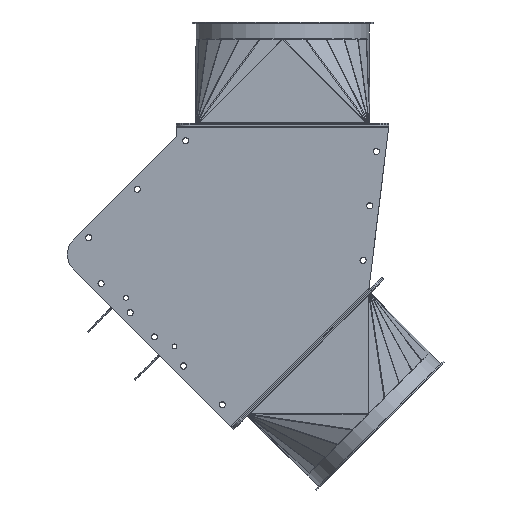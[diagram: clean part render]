
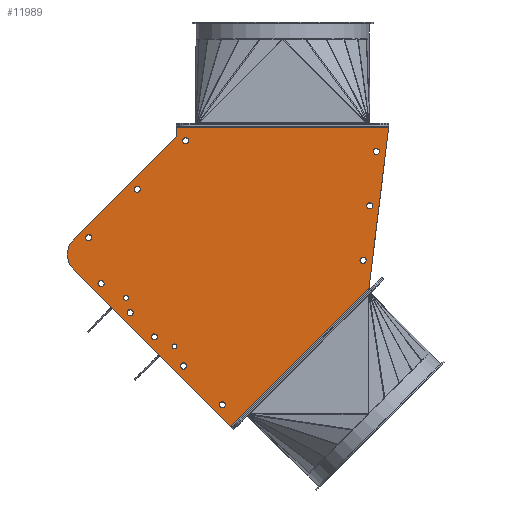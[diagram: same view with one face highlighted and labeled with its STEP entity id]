
A CAD part, top view. The second image highlights one B-rep face of the part: STEP entity #11989.
In plain terms, the highlighted face is planar.
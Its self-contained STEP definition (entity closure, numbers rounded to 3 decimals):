
#575=FACE_BOUND('',#2282,.T.);
#576=FACE_BOUND('',#2283,.T.);
#577=FACE_BOUND('',#2284,.T.);
#578=FACE_BOUND('',#2285,.T.);
#579=FACE_BOUND('',#2286,.T.);
#580=FACE_BOUND('',#2287,.T.);
#581=FACE_BOUND('',#2288,.T.);
#582=FACE_BOUND('',#2289,.T.);
#583=FACE_BOUND('',#2290,.T.);
#584=FACE_BOUND('',#2291,.T.);
#585=FACE_BOUND('',#2292,.T.);
#586=FACE_BOUND('',#2293,.T.);
#587=FACE_BOUND('',#2294,.T.);
#805=PLANE('',#12995);
#1375=FACE_OUTER_BOUND('',#2281,.T.);
#2281=EDGE_LOOP('',(#9261,#9262,#9263,#9264,#9265,#9266,#9267));
#2282=EDGE_LOOP('',(#9268));
#2283=EDGE_LOOP('',(#9269));
#2284=EDGE_LOOP('',(#9270));
#2285=EDGE_LOOP('',(#9271));
#2286=EDGE_LOOP('',(#9272));
#2287=EDGE_LOOP('',(#9273));
#2288=EDGE_LOOP('',(#9274));
#2289=EDGE_LOOP('',(#9275));
#2290=EDGE_LOOP('',(#9276));
#2291=EDGE_LOOP('',(#9277));
#2292=EDGE_LOOP('',(#9278));
#2293=EDGE_LOOP('',(#9279));
#2294=EDGE_LOOP('',(#9280));
#3252=LINE('',#18728,#4367);
#3260=LINE('',#18783,#4375);
#3262=LINE('',#18786,#4377);
#3263=LINE('',#18789,#4378);
#3264=LINE('',#18791,#4379);
#3265=LINE('',#18794,#4380);
#4367=VECTOR('',#14930,285.118);
#4375=VECTOR('',#14952,309.509);
#4377=VECTOR('',#14956,235.951);
#4378=VECTOR('',#14959,13.574);
#4379=VECTOR('',#14960,212.574);
#4380=VECTOR('',#14963,324.553);
#5331=CIRCLE('',#12929,3.5);
#5333=CIRCLE('',#12932,3.5);
#5335=CIRCLE('',#12935,4.5);
#5337=CIRCLE('',#12938,4.5);
#5339=CIRCLE('',#12941,4.5);
#5341=CIRCLE('',#12944,4.5);
#5343=CIRCLE('',#12947,4.5);
#5345=CIRCLE('',#12950,4.5);
#5347=CIRCLE('',#12953,4.5);
#5349=CIRCLE('',#12956,4.5);
#5351=CIRCLE('',#12959,4.5);
#5353=CIRCLE('',#12962,4.5);
#5355=CIRCLE('',#12965,4.5);
#5366=CIRCLE('',#12996,30.);
#5871=VERTEX_POINT('',#18586);
#5873=VERTEX_POINT('',#18591);
#5875=VERTEX_POINT('',#18596);
#5877=VERTEX_POINT('',#18601);
#5879=VERTEX_POINT('',#18606);
#5881=VERTEX_POINT('',#18611);
#5883=VERTEX_POINT('',#18616);
#5885=VERTEX_POINT('',#18621);
#5887=VERTEX_POINT('',#18626);
#5889=VERTEX_POINT('',#18631);
#5891=VERTEX_POINT('',#18636);
#5893=VERTEX_POINT('',#18641);
#5895=VERTEX_POINT('',#18646);
#5907=VERTEX_POINT('',#18693);
#5909=VERTEX_POINT('',#18718);
#5913=VERTEX_POINT('',#18744);
#5914=VERTEX_POINT('',#18770);
#5916=VERTEX_POINT('',#18788);
#5917=VERTEX_POINT('',#18790);
#5918=VERTEX_POINT('',#18792);
#7022=EDGE_CURVE('',#5871,#5871,#5331,.T.);
#7024=EDGE_CURVE('',#5873,#5873,#5333,.T.);
#7026=EDGE_CURVE('',#5875,#5875,#5335,.T.);
#7028=EDGE_CURVE('',#5877,#5877,#5337,.T.);
#7030=EDGE_CURVE('',#5879,#5879,#5339,.T.);
#7032=EDGE_CURVE('',#5881,#5881,#5341,.T.);
#7034=EDGE_CURVE('',#5883,#5883,#5343,.T.);
#7036=EDGE_CURVE('',#5885,#5885,#5345,.T.);
#7038=EDGE_CURVE('',#5887,#5887,#5347,.T.);
#7040=EDGE_CURVE('',#5889,#5889,#5349,.T.);
#7042=EDGE_CURVE('',#5891,#5891,#5351,.T.);
#7044=EDGE_CURVE('',#5893,#5893,#5353,.T.);
#7046=EDGE_CURVE('',#5895,#5895,#5355,.T.);
#7068=EDGE_CURVE('',#5909,#5907,#3252,.T.);
#7080=EDGE_CURVE('',#5913,#5914,#3260,.T.);
#7082=EDGE_CURVE('',#5909,#5914,#3262,.T.);
#7083=EDGE_CURVE('',#5913,#5916,#3263,.T.);
#7084=EDGE_CURVE('',#5916,#5917,#3264,.T.);
#7085=EDGE_CURVE('',#5917,#5918,#5366,.T.);
#7086=EDGE_CURVE('',#5918,#5907,#3265,.T.);
#9261=ORIENTED_EDGE('',*,*,#7068,.F.);
#9262=ORIENTED_EDGE('',*,*,#7082,.T.);
#9263=ORIENTED_EDGE('',*,*,#7080,.F.);
#9264=ORIENTED_EDGE('',*,*,#7083,.T.);
#9265=ORIENTED_EDGE('',*,*,#7084,.T.);
#9266=ORIENTED_EDGE('',*,*,#7085,.T.);
#9267=ORIENTED_EDGE('',*,*,#7086,.T.);
#9268=ORIENTED_EDGE('',*,*,#7022,.F.);
#9269=ORIENTED_EDGE('',*,*,#7024,.F.);
#9270=ORIENTED_EDGE('',*,*,#7026,.F.);
#9271=ORIENTED_EDGE('',*,*,#7028,.F.);
#9272=ORIENTED_EDGE('',*,*,#7030,.F.);
#9273=ORIENTED_EDGE('',*,*,#7032,.F.);
#9274=ORIENTED_EDGE('',*,*,#7034,.F.);
#9275=ORIENTED_EDGE('',*,*,#7036,.F.);
#9276=ORIENTED_EDGE('',*,*,#7038,.F.);
#9277=ORIENTED_EDGE('',*,*,#7040,.F.);
#9278=ORIENTED_EDGE('',*,*,#7042,.F.);
#9279=ORIENTED_EDGE('',*,*,#7044,.F.);
#9280=ORIENTED_EDGE('',*,*,#7046,.F.);
#11989=ADVANCED_FACE('',(#1375,#575,#576,#577,#578,#579,#580,#581,#582,
#583,#584,#585,#586,#587),#805,.F.);
#12929=AXIS2_PLACEMENT_3D('',#18587,#14803,#14804);
#12932=AXIS2_PLACEMENT_3D('',#18592,#14809,#14810);
#12935=AXIS2_PLACEMENT_3D('',#18597,#14815,#14816);
#12938=AXIS2_PLACEMENT_3D('',#18602,#14821,#14822);
#12941=AXIS2_PLACEMENT_3D('',#18607,#14827,#14828);
#12944=AXIS2_PLACEMENT_3D('',#18612,#14833,#14834);
#12947=AXIS2_PLACEMENT_3D('',#18617,#14839,#14840);
#12950=AXIS2_PLACEMENT_3D('',#18622,#14845,#14846);
#12953=AXIS2_PLACEMENT_3D('',#18627,#14851,#14852);
#12956=AXIS2_PLACEMENT_3D('',#18632,#14857,#14858);
#12959=AXIS2_PLACEMENT_3D('',#18637,#14863,#14864);
#12962=AXIS2_PLACEMENT_3D('',#18642,#14869,#14870);
#12965=AXIS2_PLACEMENT_3D('',#18647,#14875,#14876);
#12995=AXIS2_PLACEMENT_3D('',#18787,#14957,#14958);
#12996=AXIS2_PLACEMENT_3D('',#18793,#14961,#14962);
#14803=DIRECTION('center_axis',(0.,0.,-1.));
#14804=DIRECTION('ref_axis',(-1.,0.,0.));
#14809=DIRECTION('center_axis',(0.,0.,-1.));
#14810=DIRECTION('ref_axis',(-1.,0.,0.));
#14815=DIRECTION('center_axis',(0.,0.,-1.));
#14816=DIRECTION('ref_axis',(-1.,0.,0.));
#14821=DIRECTION('center_axis',(0.,0.,-1.));
#14822=DIRECTION('ref_axis',(-1.,0.,0.));
#14827=DIRECTION('center_axis',(0.,0.,-1.));
#14828=DIRECTION('ref_axis',(-1.,0.,0.));
#14833=DIRECTION('center_axis',(0.,0.,-1.));
#14834=DIRECTION('ref_axis',(-1.,0.,0.));
#14839=DIRECTION('center_axis',(0.,0.,-1.));
#14840=DIRECTION('ref_axis',(-1.,0.,0.));
#14845=DIRECTION('center_axis',(0.,0.,-1.));
#14846=DIRECTION('ref_axis',(-1.,0.,0.));
#14851=DIRECTION('center_axis',(0.,0.,-1.));
#14852=DIRECTION('ref_axis',(-1.,0.,0.));
#14857=DIRECTION('center_axis',(0.,0.,-1.));
#14858=DIRECTION('ref_axis',(-1.,0.,0.));
#14863=DIRECTION('center_axis',(0.,0.,-1.));
#14864=DIRECTION('ref_axis',(-1.,0.,0.));
#14869=DIRECTION('center_axis',(0.,0.,-1.));
#14870=DIRECTION('ref_axis',(-1.,0.,0.));
#14875=DIRECTION('center_axis',(0.,0.,-1.));
#14876=DIRECTION('ref_axis',(-1.,0.,0.));
#14930=DIRECTION('',(-0.707,0.707,0.));
#14952=DIRECTION('',(1.,0.,0.));
#14956=DIRECTION('',(0.122,-0.993,0.));
#14957=DIRECTION('center_axis',(0.,0.,1.));
#14958=DIRECTION('ref_axis',(1.,0.,0.));
#14959=DIRECTION('',(0.,1.,0.));
#14960=DIRECTION('',(-0.707,0.707,0.));
#14961=DIRECTION('center_axis',(0.,0.,-1.));
#14962=DIRECTION('ref_axis',(0.707,-0.707,0.));
#14963=DIRECTION('',(0.707,0.707,0.));
#18586=CARTESIAN_POINT('',(-225.053,252.423,-2.));
#18587=CARTESIAN_POINT('Origin',(-228.553,252.423,-2.));
#18591=CARTESIAN_POINT('',(-154.343,323.134,-2.));
#18592=CARTESIAN_POINT('Origin',(-157.843,323.134,-2.));
#18596=CARTESIAN_POINT('',(-260.469,231.563,-2.));
#18597=CARTESIAN_POINT('Origin',(-264.969,231.563,-2.));
#18601=CARTESIAN_POINT('',(-278.421,164.587,-2.));
#18602=CARTESIAN_POINT('Origin',(-282.921,164.587,-2.));
#18606=CARTESIAN_POINT('',(131.411,118.145,-2.));
#18607=CARTESIAN_POINT('Origin',(126.911,118.145,-2.));
#18611=CARTESIAN_POINT('',(-207.711,93.876,-2.));
#18612=CARTESIAN_POINT('Origin',(-212.211,93.876,-2.));
#18616=CARTESIAN_POINT('',(-140.261,351.771,-2.));
#18617=CARTESIAN_POINT('Origin',(-144.761,351.771,-2.));
#18621=CARTESIAN_POINT('',(-83.693,408.34,-2.));
#18622=CARTESIAN_POINT('Origin',(-88.193,408.34,-2.));
#18626=CARTESIAN_POINT('',(-218.043,273.99,-2.));
#18627=CARTESIAN_POINT('Origin',(-222.543,273.99,-2.));
#18631=CARTESIAN_POINT('',(-137.,23.165,-2.));
#18632=CARTESIAN_POINT('Origin',(-141.5,23.165,-2.));
#18636=CARTESIAN_POINT('',(141.148,38.74,-2.));
#18637=CARTESIAN_POINT('Origin',(136.648,38.74,-2.));
#18641=CARTESIAN_POINT('',(121.674,197.55,-2.));
#18642=CARTESIAN_POINT('Origin',(117.174,197.55,-2.));
#18646=CARTESIAN_POINT('',(-182.688,309.345,-2.));
#18647=CARTESIAN_POINT('Origin',(-187.188,309.345,-2.));
#18693=CARTESIAN_POINT('',(-75.818,439.806,-2.));
#18718=CARTESIAN_POINT('',(125.791,238.197,-2.));
#18728=CARTESIAN_POINT('',(-7.415,371.402,-2.));
#18744=CARTESIAN_POINT('',(-155.,4.,-2.));
#18770=CARTESIAN_POINT('',(154.509,4.,-2.));
#18783=CARTESIAN_POINT('',(47.219,4.,-2.));
#18786=CARTESIAN_POINT('',(125.,244.645,-2.));
#18787=CARTESIAN_POINT('Origin',(-60.071,181.938,-2.));
#18788=CARTESIAN_POINT('',(-155.,17.574,-2.));
#18789=CARTESIAN_POINT('',(-155.,0.,-2.));
#18790=CARTESIAN_POINT('',(-305.312,167.886,-2.));
#18791=CARTESIAN_POINT('',(-155.,17.574,-2.));
#18792=CARTESIAN_POINT('',(-305.312,210.312,-2.));
#18793=CARTESIAN_POINT('Origin',(-284.099,189.099,-2.));
#18794=CARTESIAN_POINT('',(-305.312,210.312,-2.));
